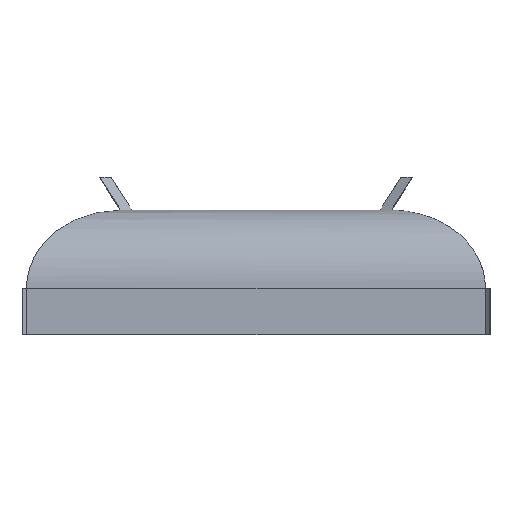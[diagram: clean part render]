
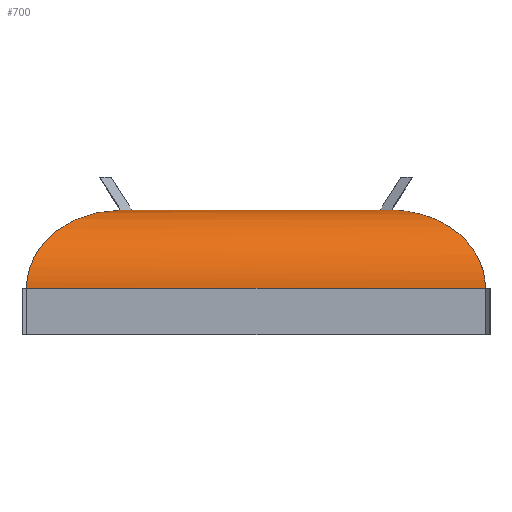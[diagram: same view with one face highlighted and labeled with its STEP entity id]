
A CAD part, top view. The second image highlights one B-rep face of the part: STEP entity #700.
In plain terms, the highlighted cylindrical face has radius 251.5 mm (diameter 503 mm), a partial arc.
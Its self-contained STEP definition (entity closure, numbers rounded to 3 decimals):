
#4 = ORIENTED_EDGE ( 'NONE', *, *, #1171, .F. ) ;
#15 = CARTESIAN_POINT ( 'NONE',  ( 740., -250., 281.5 ) ) ;
#28 = VERTEX_POINT ( 'NONE', #169 ) ;
#35 = CARTESIAN_POINT ( 'NONE',  ( 740., -250., 281.5 ) ) ;
#49 = EDGE_CURVE ( 'NONE', #1048, #1631, #1589, .T. ) ;
#62 = CARTESIAN_POINT ( 'NONE',  ( -739.379, -250., 281.5 ) ) ;
#115 = EDGE_CURVE ( 'NONE', #1631, #255, #187, .T. ) ;
#141 = AXIS2_PLACEMENT_3D ( 'NONE', #893, #876, #735 ) ;
#169 = CARTESIAN_POINT ( 'NONE',  ( -436.429, 1.5, 30. ) ) ;
#172 = CARTESIAN_POINT ( 'NONE',  ( -739.379, -250., 281.5 ) ) ;
#187 = LINE ( 'NONE', #1108, #423 ) ;
#255 = VERTEX_POINT ( 'NONE', #1538 ) ;
#274 = DIRECTION ( 'NONE',  ( -1., 0., 0. ) ) ;
#292 = CARTESIAN_POINT ( 'NONE',  ( -740., -102.675, 281.5 ) ) ;
#294 = LINE ( 'NONE', #172, #1643 ) ;
#352 = CARTESIAN_POINT ( 'NONE',  ( -740., -250., 281.5 ) ) ;
#364 = VECTOR ( 'NONE', #694, 1000. ) ;
#371 = CARTESIAN_POINT ( 'NONE',  ( 436.429, 1.5, 30. ) ) ;
#404 = VERTEX_POINT ( 'NONE', #62 ) ;
#423 = VECTOR ( 'NONE', #274, 1000. ) ;
#427 =( BOUNDED_CURVE ( )  B_SPLINE_CURVE ( 3, ( #1228, #849, #292, #1120 ),
 .UNSPECIFIED., .F., .T. ) 
 B_SPLINE_CURVE_WITH_KNOTS ( ( 4, 4 ),
 ( 4.712, 6.283 ),
 .UNSPECIFIED. ) 
 CURVE ( )  GEOMETRIC_REPRESENTATION_ITEM ( )  RATIONAL_B_SPLINE_CURVE ( ( 1., 0.805, 0.805, 1. ) ) 
 REPRESENTATION_ITEM ( '' )  );
#447 = DIRECTION ( 'NONE',  ( -1., 0., 0. ) ) ;
#527 = EDGE_CURVE ( 'NONE', #28, #657, #427, .T. ) ;
#610 = FACE_OUTER_BOUND ( 'NONE', #731, .T. ) ;
#645 = CARTESIAN_POINT ( 'NONE',  ( 740., -250., 281.5 ) ) ;
#650 = ORIENTED_EDGE ( 'NONE', *, *, #1365, .F. ) ;
#657 = VERTEX_POINT ( 'NONE', #352 ) ;
#687 = LINE ( 'NONE', #15, #1243 ) ;
#694 = DIRECTION ( 'NONE',  ( 1., 0., 0. ) ) ;
#695 = DIRECTION ( 'NONE',  ( -1., 0., 0. ) ) ;
#700 = ADVANCED_FACE ( 'NONE', ( #610 ), #742, .T. ) ;
#716 = EDGE_CURVE ( 'NONE', #1301, #1048, #1021, .T. ) ;
#731 = EDGE_LOOP ( 'NONE', ( #1110, #1260, #1155, #1529, #1379, #1422, #4, #650 ) ) ;
#735 = DIRECTION ( 'NONE',  ( 0., 0., 1. ) ) ;
#742 = CYLINDRICAL_SURFACE ( 'NONE', #141, 251.5 ) ;
#835 = VERTEX_POINT ( 'NONE', #1567 ) ;
#849 = CARTESIAN_POINT ( 'NONE',  ( -614.257, 1.5, 177.325 ) ) ;
#863 = EDGE_CURVE ( 'NONE', #28, #255, #1322, .T. ) ;
#876 = DIRECTION ( 'NONE',  ( -1., 0., 0. ) ) ;
#893 = CARTESIAN_POINT ( 'NONE',  ( 740., -250., 30. ) ) ;
#924 = CARTESIAN_POINT ( 'NONE',  ( 740., -102.675, 281.5 ) ) ;
#966 = LINE ( 'NONE', #35, #1583 ) ;
#1021 =( BOUNDED_CURVE ( )  B_SPLINE_CURVE ( 3, ( #1407, #924, #1031, #371 ),
 .UNSPECIFIED., .F., .T. ) 
 B_SPLINE_CURVE_WITH_KNOTS ( ( 4, 4 ),
 ( 3.142, 4.712 ),
 .UNSPECIFIED. ) 
 CURVE ( )  GEOMETRIC_REPRESENTATION_ITEM ( )  RATIONAL_B_SPLINE_CURVE ( ( 1., 0.805, 0.805, 1. ) ) 
 REPRESENTATION_ITEM ( '' )  );
#1031 = CARTESIAN_POINT ( 'NONE',  ( 614.257, 1.5, 177.325 ) ) ;
#1048 = VERTEX_POINT ( 'NONE', #1300 ) ;
#1079 = CARTESIAN_POINT ( 'NONE',  ( 740., 1.5, 30. ) ) ;
#1085 = DIRECTION ( 'NONE',  ( -1., 0., 0. ) ) ;
#1094 = CARTESIAN_POINT ( 'NONE',  ( -436.429, 1.5, 30. ) ) ;
#1108 = CARTESIAN_POINT ( 'NONE',  ( 740., 1.5, 30. ) ) ;
#1110 = ORIENTED_EDGE ( 'NONE', *, *, #716, .T. ) ;
#1120 = CARTESIAN_POINT ( 'NONE',  ( -740., -250., 281.5 ) ) ;
#1155 = ORIENTED_EDGE ( 'NONE', *, *, #115, .T. ) ;
#1171 = EDGE_CURVE ( 'NONE', #835, #404, #966, .T. ) ;
#1228 = CARTESIAN_POINT ( 'NONE',  ( -436.429, 1.5, 30. ) ) ;
#1243 = VECTOR ( 'NONE', #1085, 1000. ) ;
#1260 = ORIENTED_EDGE ( 'NONE', *, *, #49, .T. ) ;
#1298 = CARTESIAN_POINT ( 'NONE',  ( 435.451, 1.5, 30. ) ) ;
#1300 = CARTESIAN_POINT ( 'NONE',  ( 436.429, 1.5, 30. ) ) ;
#1301 = VERTEX_POINT ( 'NONE', #645 ) ;
#1322 = LINE ( 'NONE', #1094, #364 ) ;
#1365 = EDGE_CURVE ( 'NONE', #1301, #835, #687, .T. ) ;
#1379 = ORIENTED_EDGE ( 'NONE', *, *, #527, .T. ) ;
#1407 = CARTESIAN_POINT ( 'NONE',  ( 740., -250., 281.5 ) ) ;
#1415 = EDGE_CURVE ( 'NONE', #404, #657, #294, .T. ) ;
#1422 = ORIENTED_EDGE ( 'NONE', *, *, #1415, .F. ) ;
#1469 = VECTOR ( 'NONE', #447, 1000. ) ;
#1529 = ORIENTED_EDGE ( 'NONE', *, *, #863, .F. ) ;
#1538 = CARTESIAN_POINT ( 'NONE',  ( -435.451, 1.5, 30. ) ) ;
#1567 = CARTESIAN_POINT ( 'NONE',  ( 739.379, -250., 281.5 ) ) ;
#1583 = VECTOR ( 'NONE', #1599, 1000. ) ;
#1589 = LINE ( 'NONE', #1079, #1469 ) ;
#1599 = DIRECTION ( 'NONE',  ( -1., 0., 0. ) ) ;
#1631 = VERTEX_POINT ( 'NONE', #1298 ) ;
#1643 = VECTOR ( 'NONE', #695, 1000. ) ;
